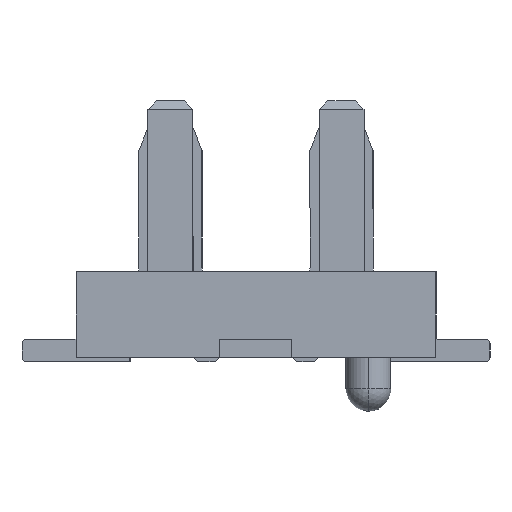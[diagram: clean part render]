
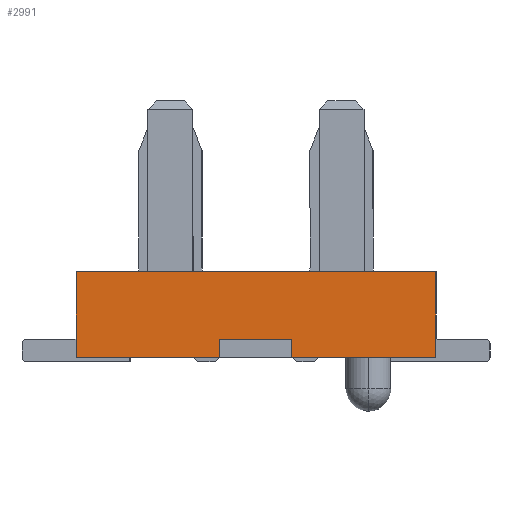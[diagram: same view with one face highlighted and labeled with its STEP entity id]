
A CAD part, left-side view. The second image highlights one B-rep face of the part: STEP entity #2991.
In plain terms, the highlighted planar face has unit normal (-1, 0, 0).
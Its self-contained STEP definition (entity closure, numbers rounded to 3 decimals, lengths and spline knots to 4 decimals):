
#1182 = ORIENTED_EDGE ( 'NONE', *, *, #75950, .F. ) ;
#1341 = CARTESIAN_POINT ( 'NONE',  ( -13.85, 0.4, 0.2 ) ) ;
#2539 = ORIENTED_EDGE ( 'NONE', *, *, #8819, .F. ) ;
#2599 = DIRECTION ( 'NONE',  ( 0., 1., 0. ) ) ;
#2991 = ADVANCED_FACE ( 'NONE', ( #7072 ), #58471, .F. ) ;
#3593 = VERTEX_POINT ( 'NONE', #80832 ) ;
#5971 = CARTESIAN_POINT ( 'NONE',  ( -13.85, -2., 0.95 ) ) ;
#6957 = ORIENTED_EDGE ( 'NONE', *, *, #43788, .T. ) ;
#7072 = FACE_OUTER_BOUND ( 'NONE', #33531, .T. ) ;
#8609 = DIRECTION ( 'NONE',  ( 0., 0., -1. ) ) ;
#8727 = LINE ( 'NONE', #73715, #71188 ) ;
#8819 = EDGE_CURVE ( 'NONE', #73402, #60560, #28021, .T. ) ;
#10235 = EDGE_CURVE ( 'NONE', #59345, #81563, #8727, .T. ) ;
#12824 = VERTEX_POINT ( 'NONE', #63620 ) ;
#14451 = DIRECTION ( 'NONE',  ( 0., -1., 0. ) ) ;
#14861 = VERTEX_POINT ( 'NONE', #5971 ) ;
#15615 = EDGE_CURVE ( 'NONE', #12824, #60560, #21024, .T. ) ;
#18701 = VECTOR ( 'NONE', #56632, 1000. ) ;
#19562 = CARTESIAN_POINT ( 'NONE',  ( -13.85, -2., 0. ) ) ;
#21024 = LINE ( 'NONE', #40143, #26158 ) ;
#24194 = EDGE_CURVE ( 'NONE', #81563, #73402, #34441, .T. ) ;
#24916 = DIRECTION ( 'NONE',  ( 0., 0., -1. ) ) ;
#26158 = VECTOR ( 'NONE', #46935, 1000. ) ;
#26456 = CARTESIAN_POINT ( 'NONE',  ( -13.85, 2., 0.95 ) ) ;
#28021 = LINE ( 'NONE', #35648, #54039 ) ;
#32319 = LINE ( 'NONE', #19562, #82521 ) ;
#33531 = EDGE_LOOP ( 'NONE', ( #59471, #2539, #53264, #75639, #57898, #1182, #34520, #6957 ) ) ;
#34441 = LINE ( 'NONE', #1341, #41491 ) ;
#34520 = ORIENTED_EDGE ( 'NONE', *, *, #65615, .F. ) ;
#35648 = CARTESIAN_POINT ( 'NONE',  ( -13.85, 0.4, 0. ) ) ;
#40143 = CARTESIAN_POINT ( 'NONE',  ( -13.85, -2., 0. ) ) ;
#41007 = DIRECTION ( 'NONE',  ( 0., 0., 1. ) ) ;
#41491 = VECTOR ( 'NONE', #2599, 1000. ) ;
#43788 = EDGE_CURVE ( 'NONE', #3593, #12824, #78286, .T. ) ;
#44235 = EDGE_CURVE ( 'NONE', #59345, #52100, #32319, .T. ) ;
#44458 = DIRECTION ( 'NONE',  ( 1., 0., 0. ) ) ;
#45285 = CARTESIAN_POINT ( 'NONE',  ( -13.85, -2., 0.95 ) ) ;
#46935 = DIRECTION ( 'NONE',  ( 0., -1., 0. ) ) ;
#52100 = VERTEX_POINT ( 'NONE', #80480 ) ;
#52616 = VECTOR ( 'NONE', #8609, 1000. ) ;
#53264 = ORIENTED_EDGE ( 'NONE', *, *, #24194, .F. ) ;
#53940 = DIRECTION ( 'NONE',  ( 0., 0., -1. ) ) ;
#54039 = VECTOR ( 'NONE', #53940, 1000. ) ;
#56632 = DIRECTION ( 'NONE',  ( 0., 0., -1. ) ) ;
#57050 = CARTESIAN_POINT ( 'NONE',  ( -13.85, -2., 0.95 ) ) ;
#57588 = CARTESIAN_POINT ( 'NONE',  ( -13.85, 0.4, 0. ) ) ;
#57888 = LINE ( 'NONE', #57050, #18701 ) ;
#57898 = ORIENTED_EDGE ( 'NONE', *, *, #44235, .T. ) ;
#58146 = DIRECTION ( 'NONE',  ( 0., -1., 0. ) ) ;
#58471 = PLANE ( 'NONE',  #59074 ) ;
#58968 = CARTESIAN_POINT ( 'NONE',  ( -13.85, -2., 0.95 ) ) ;
#59074 = AXIS2_PLACEMENT_3D ( 'NONE', #45285, #44458, #24916 ) ;
#59345 = VERTEX_POINT ( 'NONE', #80176 ) ;
#59471 = ORIENTED_EDGE ( 'NONE', *, *, #15615, .T. ) ;
#59641 = CARTESIAN_POINT ( 'NONE',  ( -13.85, 0.4, 0.2 ) ) ;
#60560 = VERTEX_POINT ( 'NONE', #57588 ) ;
#63620 = CARTESIAN_POINT ( 'NONE',  ( -13.85, 2., 0. ) ) ;
#64443 = CARTESIAN_POINT ( 'NONE',  ( -13.85, -0.4, 0.2 ) ) ;
#65615 = EDGE_CURVE ( 'NONE', #3593, #14861, #83643, .T. ) ;
#68844 = VECTOR ( 'NONE', #58146, 1000. ) ;
#71188 = VECTOR ( 'NONE', #41007, 1000. ) ;
#73402 = VERTEX_POINT ( 'NONE', #59641 ) ;
#73715 = CARTESIAN_POINT ( 'NONE',  ( -13.85, -0.4, 0. ) ) ;
#75639 = ORIENTED_EDGE ( 'NONE', *, *, #10235, .F. ) ;
#75950 = EDGE_CURVE ( 'NONE', #14861, #52100, #57888, .T. ) ;
#78286 = LINE ( 'NONE', #26456, #52616 ) ;
#80176 = CARTESIAN_POINT ( 'NONE',  ( -13.85, -0.4, 0. ) ) ;
#80480 = CARTESIAN_POINT ( 'NONE',  ( -13.85, -2., 0. ) ) ;
#80832 = CARTESIAN_POINT ( 'NONE',  ( -13.85, 2., 0.95 ) ) ;
#81563 = VERTEX_POINT ( 'NONE', #64443 ) ;
#82521 = VECTOR ( 'NONE', #14451, 1000. ) ;
#83643 = LINE ( 'NONE', #58968, #68844 ) ;
